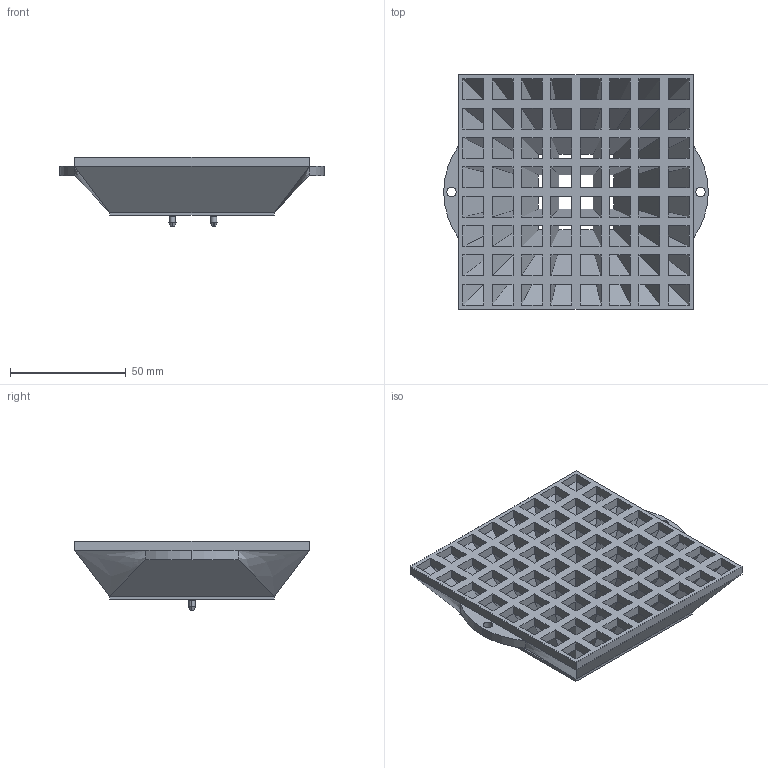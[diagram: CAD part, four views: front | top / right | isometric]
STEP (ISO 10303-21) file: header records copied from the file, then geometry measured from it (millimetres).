
FILE_DESCRIPTION (( 'STEP AP214' ), '1' );
FILE_NAME ('Grid_v5.STEP', '2020-05-07T00:10:03', ( '' ), ( '' ), 'SwSTEP 2.0', 'SolidWorks 2018', '' );
FILE_SCHEMA (( 'AUTOMOTIVE_DESIGN' ));
Length unit declared in the file: millimetre
Products named in the file (1): Grid_v5
Bounding box: 114.47 x 101.6 x 30.25 mm (x, y, z)
Volume: 106922.3 mm3; surface area: 72493.6 mm2
Topology: 1 solids, 1 shells, 920 faces, 2254 edges, 1336 vertices
Faces by surface type: plane 894, cylinder 12, bspline 8, cone 6
Entity records: 26264 total; most frequent: CARTESIAN_POINT 4681, ORIENTED_EDGE 4508, DIRECTION 4108, EDGE_CURVE 2254, LINE 2182, VECTOR 2182, VERTEX_POINT 1336, EDGE_LOOP 1052
